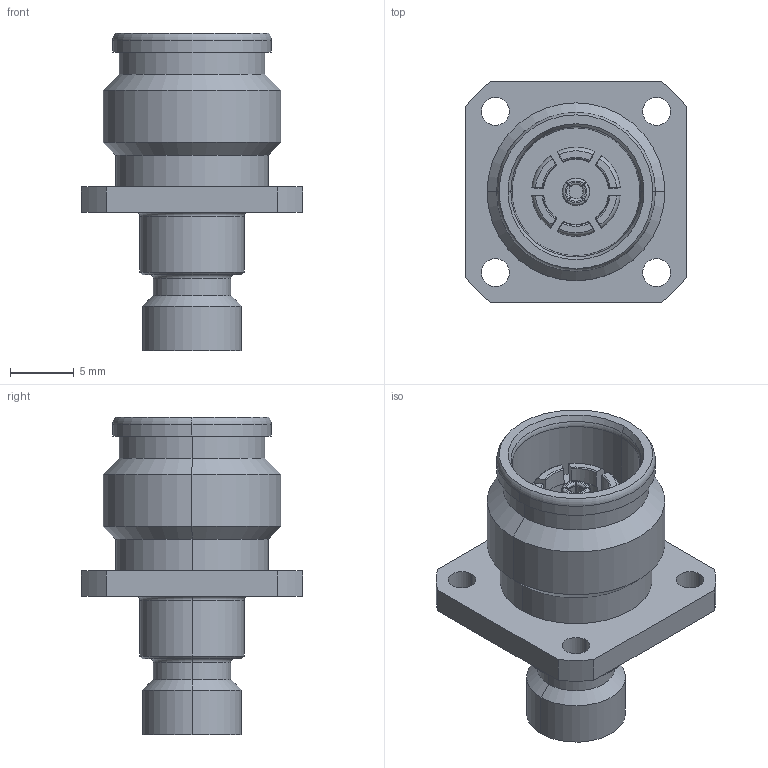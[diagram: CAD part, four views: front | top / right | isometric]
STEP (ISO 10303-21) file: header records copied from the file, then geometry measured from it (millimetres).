
FILE_DESCRIPTION (( 'STEP AP214' ), '1' );
FILE_NAME ('J01461A0011.STEP', '2019-08-20T13:46:47', ( '' ), ( '' ), 'SwSTEP 2.0', 'SolidWorks 2018', '' );
FILE_SCHEMA (( 'AUTOMOTIVE_DESIGN' ));
Length unit declared in the file: millimetre
Products named in the file (1): J01461A0011
Bounding box: 17.4 x 17.4 x 25 mm (x, y, z)
Volume: 2158.9 mm3; surface area: 1893.8 mm2
Topology: 1 solids, 1 shells, 177 faces, 448 edges, 289 vertices
Faces by surface type: cone 54, cylinder 48, plane 42, torus 33
Entity records: 7634 total; most frequent: CARTESIAN_POINT 1508, ORIENTED_EDGE 896, DIRECTION 854, EDGE_CURVE 448, AXIS2_PLACEMENT_3D 355, VERTEX_POINT 289, EDGE_LOOP 201, UNCERTAINTY_MEASURE_WITH_UNIT 178
